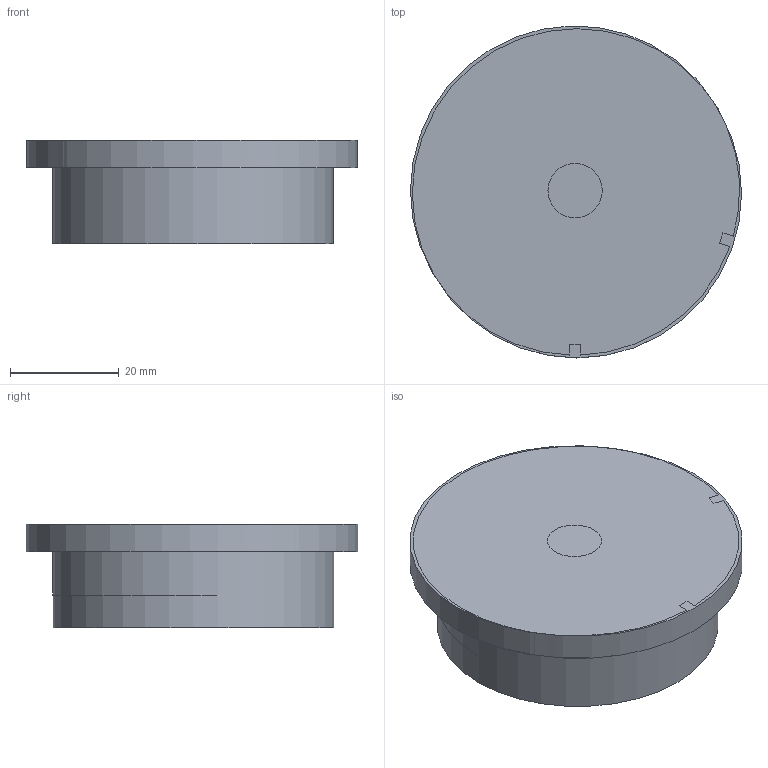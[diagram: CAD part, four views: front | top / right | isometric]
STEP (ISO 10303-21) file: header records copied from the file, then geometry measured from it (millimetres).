
FILE_DESCRIPTION(/* description */ (''),/* implementation_level */ '2;1');
FILE_NAME(/* name */ 'sensor_cap_v5.0.step',/* time_stamp */ '2023-07-16T19:58:45-04:00',/* author */ (''),/* organization */ (''),/* preprocessor_version */ 'ST-DEVELOPER v19.2',/* originating_system */ 'Autodesk Translation Framework v12.6.0.85',/* authorisation */ '');
FILE_SCHEMA (('AUTOMOTIVE_DESIGN { 1 0 10303 214 3 1 1 }'));
Length unit declared in the file: millimetre
Products named in the file (3): sensor_cap_v5.0; cap_w_hook; Component3
Assembly tree (2 placements, depth 2):
  sensor_cap_v5.0
    cap_w_hook
    Component3
Bounding box: 60.94 x 61.09 x 19 mm (x, y, z)
Volume: 38936.4 mm3; surface area: 20121.9 mm2
Topology: 2 solids, 2 shells, 22 faces, 42 edges, 28 vertices
Faces by surface type: plane 14, cylinder 8
Full cylindrical faces by diameter (mm): 10 x1, 45 x2, 50.75 x1, 51.65 x1, 60.6 x1
Entity records: 665 total; most frequent: DIRECTION 112, CARTESIAN_POINT 97, ORIENTED_EDGE 84, AXIS2_PLACEMENT_3D 43, EDGE_CURVE 42, EDGE_LOOP 28, VERTEX_POINT 28, LINE 26
